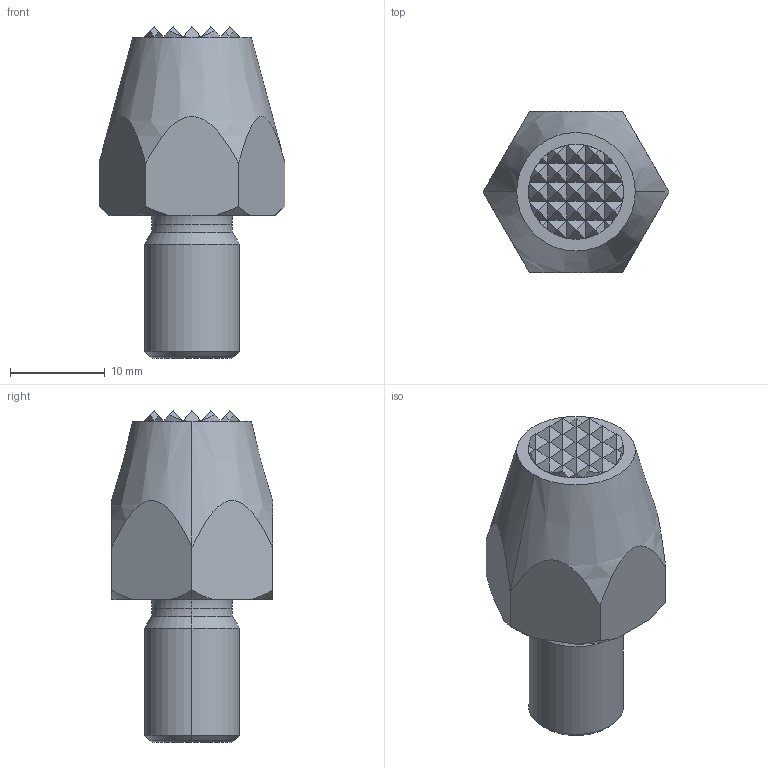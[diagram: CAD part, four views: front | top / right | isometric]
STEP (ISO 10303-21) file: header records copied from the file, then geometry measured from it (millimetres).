
FILE_DESCRIPTION(('STEP AP214'),'1');
FILE_NAME(' ',' ',('TraceParts'),('TraceParts S.A.'),'XStep 1.0',' ',' ');
FILE_SCHEMA(('automotive_design'));
Length unit declared in the file: millimetre
Products named in the file (1): 1
Bounding box: 19.6 x 16.97 x 35 mm (x, y, z)
Volume: 5155.6 mm3; surface area: 1894 mm2
Topology: 1 solids, 1 shells, 143 faces, 266 edges, 127 vertices
Faces by surface type: plane 101, cylinder 22, cone 16, torus 4
Entity records: 6483 total; most frequent: DIRECTION 632, CARTESIAN_POINT 573, STYLED_ITEM 537, PRESENTATION_STYLE_ASSIGNMENT 537, COLOUR_RGB 537, ORIENTED_EDGE 532, EDGE_CURVE 266, CURVE_STYLE 266
